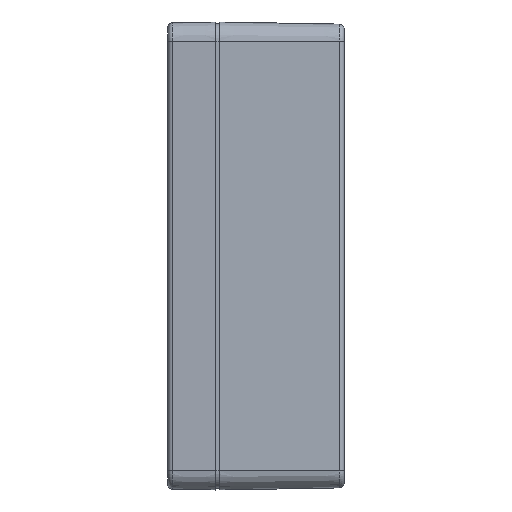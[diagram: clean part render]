
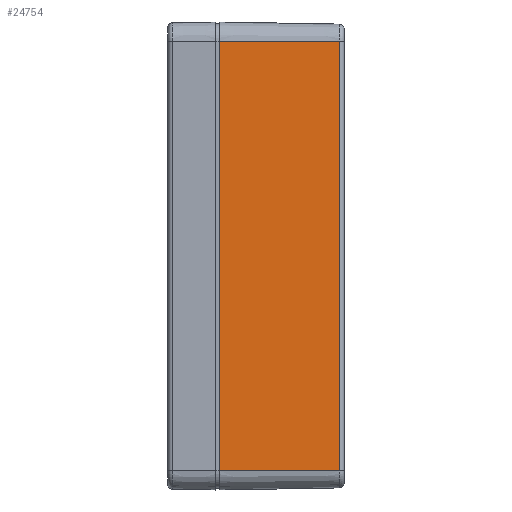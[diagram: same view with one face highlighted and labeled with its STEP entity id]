
A CAD part, left-side view. The second image highlights one B-rep face of the part: STEP entity #24754.
In plain terms, the highlighted planar face has unit normal (-1, -0.018, 0).
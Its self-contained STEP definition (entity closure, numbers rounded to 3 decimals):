
#423 = DIRECTION ( 'NONE',  ( -1., -0.017, 0. ) ) ;
#3080 = CARTESIAN_POINT ( 'NONE',  ( -111., 39., -67. ) ) ;
#3881 = DIRECTION ( 'NONE',  ( 0.017, -1., 0. ) ) ;
#4507 = DIRECTION ( 'NONE',  ( 0., 0., 1. ) ) ;
#4817 = EDGE_LOOP ( 'NONE', ( #19141, #24365, #5858, #28330 ) ) ;
#5210 = DIRECTION ( 'NONE',  ( 0., 0., 1. ) ) ;
#5858 = ORIENTED_EDGE ( 'NONE', *, *, #22649, .F. ) ;
#6010 = CARTESIAN_POINT ( 'NONE',  ( -111., 39., 67. ) ) ;
#6431 = VERTEX_POINT ( 'NONE', #19527 ) ;
#7402 = VECTOR ( 'NONE', #3881, 1000. ) ;
#8670 = LINE ( 'NONE', #6010, #7402 ) ;
#9495 = PLANE ( 'NONE',  #23041 ) ;
#9550 = VERTEX_POINT ( 'NONE', #3080 ) ;
#9565 = EDGE_CURVE ( 'NONE', #9883, #17804, #13285, .T. ) ;
#9883 = VERTEX_POINT ( 'NONE', #22426 ) ;
#9960 = LINE ( 'NONE', #30091, #30099 ) ;
#13099 = DIRECTION ( 'NONE',  ( 0.017, -1., 0. ) ) ;
#13285 = LINE ( 'NONE', #21028, #13330 ) ;
#13330 = VECTOR ( 'NONE', #5210, 1000. ) ;
#14349 = EDGE_CURVE ( 'NONE', #9550, #9883, #25851, .T. ) ;
#15477 = CARTESIAN_POINT ( 'NONE',  ( -111., 39., -67. ) ) ;
#17804 = VERTEX_POINT ( 'NONE', #27550 ) ;
#18173 = CARTESIAN_POINT ( 'NONE',  ( -111., 39., 67. ) ) ;
#18644 = VECTOR ( 'NONE', #25665, 1000. ) ;
#19141 = ORIENTED_EDGE ( 'NONE', *, *, #14349, .T. ) ;
#19527 = CARTESIAN_POINT ( 'NONE',  ( -111., 39., 67. ) ) ;
#21028 = CARTESIAN_POINT ( 'NONE',  ( -110.345, 1.474, 67. ) ) ;
#22426 = CARTESIAN_POINT ( 'NONE',  ( -110.345, 1.474, -67. ) ) ;
#22649 = EDGE_CURVE ( 'NONE', #6431, #17804, #8670, .T. ) ;
#23041 = AXIS2_PLACEMENT_3D ( 'NONE', #18173, #423, #13099 ) ;
#24365 = ORIENTED_EDGE ( 'NONE', *, *, #9565, .T. ) ;
#24754 = ADVANCED_FACE ( 'NONE', ( #32108 ), #9495, .T. ) ;
#25665 = DIRECTION ( 'NONE',  ( 0.017, -1., 0. ) ) ;
#25851 = LINE ( 'NONE', #15477, #18644 ) ;
#26320 = EDGE_CURVE ( 'NONE', #9550, #6431, #9960, .T. ) ;
#27550 = CARTESIAN_POINT ( 'NONE',  ( -110.345, 1.474, 67. ) ) ;
#28330 = ORIENTED_EDGE ( 'NONE', *, *, #26320, .F. ) ;
#30091 = CARTESIAN_POINT ( 'NONE',  ( -111., 39., 67. ) ) ;
#30099 = VECTOR ( 'NONE', #4507, 1000. ) ;
#32108 = FACE_OUTER_BOUND ( 'NONE', #4817, .T. ) ;
